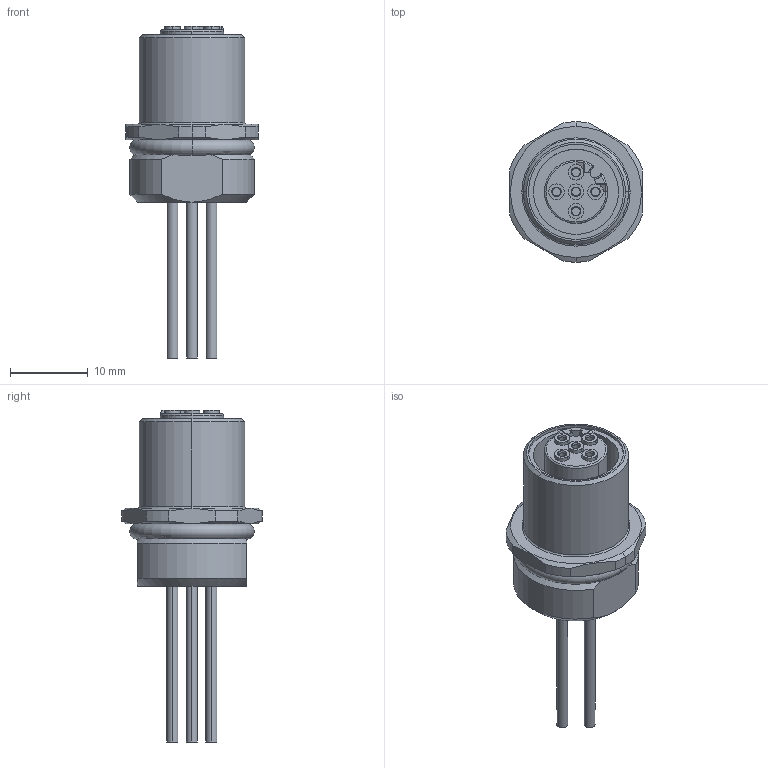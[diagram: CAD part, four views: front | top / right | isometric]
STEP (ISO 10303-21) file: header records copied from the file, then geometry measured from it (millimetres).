
FILE_DESCRIPTION (( 'STEP AP214' ), '1' );
FILE_NAME ('7231-13541-9710050.STEP', '2018-11-19T19:59:34', ( '' ), ( '' ), 'SwSTEP 2.0', 'SolidWorks 2018', '' );
FILE_SCHEMA (( 'AUTOMOTIVE_DESIGN' ));
Length unit declared in the file: millimetre
Products named in the file (1): 7231-13541-9710050
Bounding box: 17 x 18 x 42.6 mm (x, y, z)
Volume: 3337.6 mm3; surface area: 2467.7 mm2
Topology: 1 solids, 1 shells, 153 faces, 375 edges, 240 vertices
Faces by surface type: cylinder 63, plane 38, cone 34, torus 11, sphere 5, bspline 2
Entity records: 5694 total; most frequent: CARTESIAN_POINT 1040, DIRECTION 843, ORIENTED_EDGE 744, EDGE_CURVE 372, AXIS2_PLACEMENT_3D 361, VERTEX_POINT 239, CIRCLE 209, EDGE_LOOP 171
